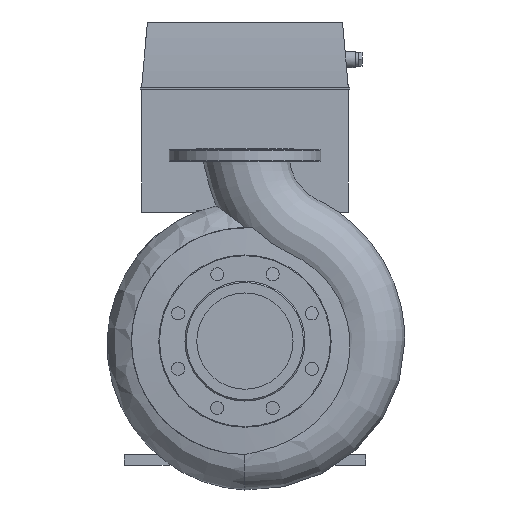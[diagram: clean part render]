
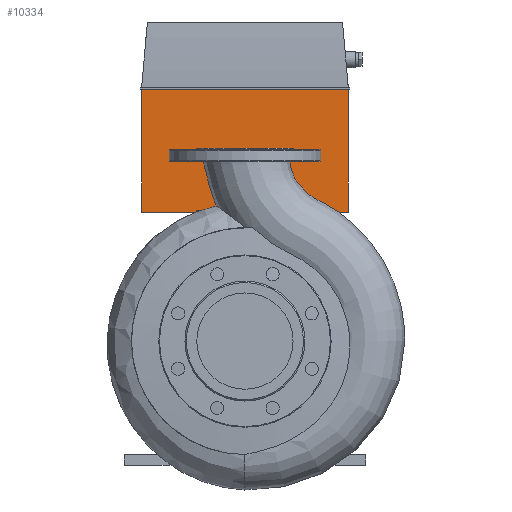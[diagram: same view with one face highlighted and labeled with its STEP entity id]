
A CAD part, left-side view. The second image highlights one B-rep face of the part: STEP entity #10334.
In plain terms, the highlighted planar face has unit normal (-1, 0, 0).
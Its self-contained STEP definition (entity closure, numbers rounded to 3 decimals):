
#936=LINE('',#22538,#1839);
#943=LINE('',#22556,#1846);
#946=LINE('',#22562,#1849);
#947=LINE('',#22563,#1850);
#1839=VECTOR('',#14197,10.);
#1846=VECTOR('',#14222,10.);
#1849=VECTOR('',#14227,10.);
#1850=VECTOR('',#14228,10.);
#2341=PLANE('',#11349);
#3091=FACE_OUTER_BOUND('',#3829,.T.);
#3829=EDGE_LOOP('',(#9534,#9535,#9536,#9537));
#5245=VERTEX_POINT('',#22534);
#5247=VERTEX_POINT('',#22537);
#5249=VERTEX_POINT('',#22555);
#5251=VERTEX_POINT('',#22561);
#6673=EDGE_CURVE('',#5247,#5245,#936,.T.);
#6682=EDGE_CURVE('',#5249,#5247,#943,.T.);
#6685=EDGE_CURVE('',#5245,#5251,#946,.T.);
#6686=EDGE_CURVE('',#5251,#5249,#947,.T.);
#9534=ORIENTED_EDGE('',*,*,#6673,.T.);
#9535=ORIENTED_EDGE('',*,*,#6685,.T.);
#9536=ORIENTED_EDGE('',*,*,#6686,.T.);
#9537=ORIENTED_EDGE('',*,*,#6682,.T.);
#10334=ADVANCED_FACE('',(#3091),#2341,.T.);
#11349=AXIS2_PLACEMENT_3D('',#22560,#14225,#14226);
#14197=DIRECTION('',(0.,1.,0.));
#14222=DIRECTION('',(0.,0.,1.));
#14225=DIRECTION('center_axis',(-1.,0.,0.));
#14226=DIRECTION('ref_axis',(0.,0.,1.));
#14227=DIRECTION('',(0.,0.,-1.));
#14228=DIRECTION('',(0.,-1.,0.));
#22534=CARTESIAN_POINT('',(331.7,150.,545.4));
#22537=CARTESIAN_POINT('',(331.7,-150.,545.4));
#22538=CARTESIAN_POINT('',(331.7,0.,545.4));
#22555=CARTESIAN_POINT('',(331.7,-150.,367.));
#22556=CARTESIAN_POINT('',(331.7,-150.,367.));
#22560=CARTESIAN_POINT('Origin',(331.7,0.,546.4));
#22561=CARTESIAN_POINT('',(331.7,150.,367.));
#22562=CARTESIAN_POINT('',(331.7,150.,367.));
#22563=CARTESIAN_POINT('',(331.7,0.,367.));
